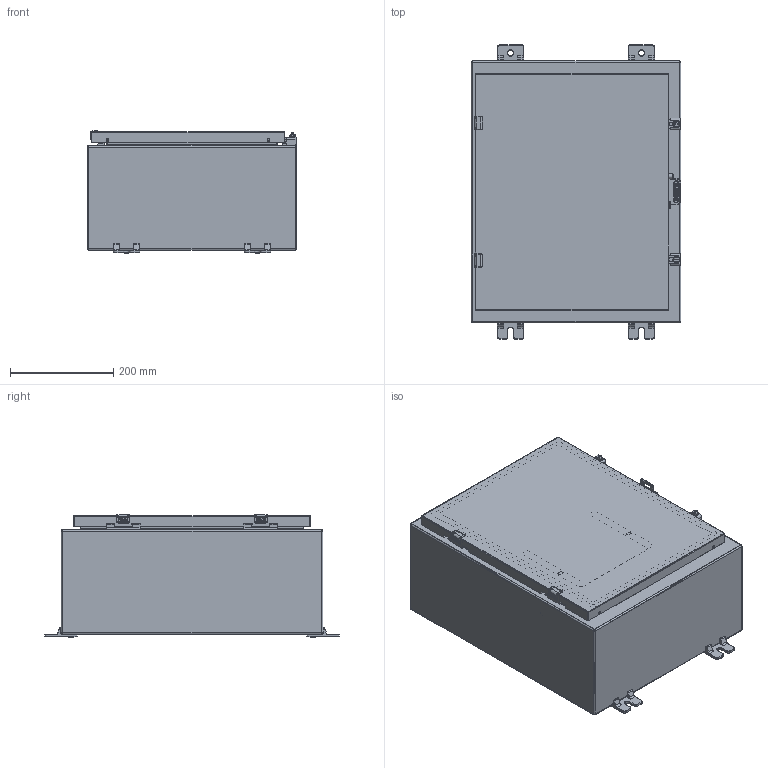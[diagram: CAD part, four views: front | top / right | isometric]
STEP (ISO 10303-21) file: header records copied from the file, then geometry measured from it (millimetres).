
FILE_DESCRIPTION (( 'STEP AP214' ), '1' );
FILE_NAME ('SCE-20H1608LP.STEP', '2023-08-04T09:52:46', ( '' ), ( '' ), 'SwSTEP 2.0', 'SolidWorks 2021', '' );
FILE_SCHEMA (( 'AUTOMOTIVE_DESIGN' ));
Length unit declared in the file: inch
Products named in the file (1): SCE-20H1608LP
Bounding box: 406.4 x 571.5 x 237.31 mm (x, y, z)
Volume: 2398195.1 mm3; surface area: 2249738.8 mm2
Topology: 36 solids, 36 shells, 1903 faces, 4807 edges, 2982 vertices
Faces by surface type: cylinder 796, plane 737, torus 157, bspline 140, cone 52, sphere 21
Full cylindrical faces by diameter (mm): 3.962 x1, 4.064 x2, 4.775 x4, 5.156 x2, 5.537 x2, 6.299 x3, 6.35 x2, 7.874 x4, 7.925 x4, 11.112 x2, 11.113 x2, 11.125 x2, 12.878 x2, 14.986 x4
Entity records: 64003 total; most frequent: CARTESIAN_POINT 18238, DIRECTION 9577, ORIENTED_EDGE 9372, EDGE_CURVE 4686, AXIS2_PLACEMENT_3D 3507, VERTEX_POINT 2970, LINE 2563, VECTOR 2563
